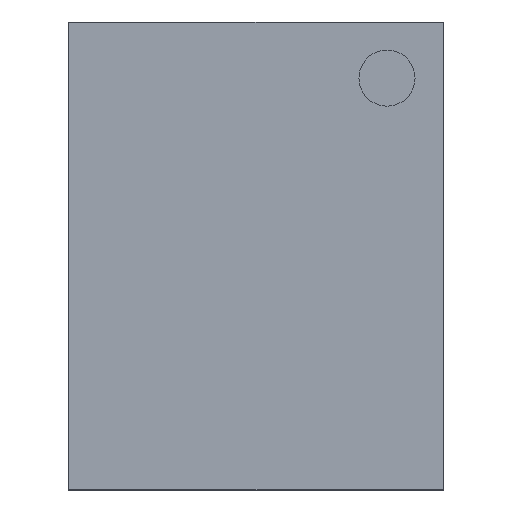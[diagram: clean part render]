
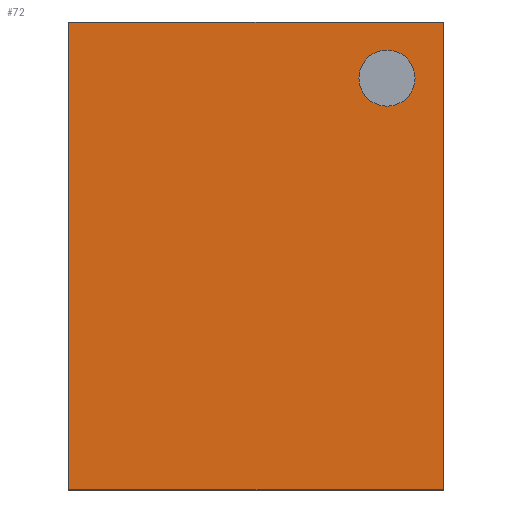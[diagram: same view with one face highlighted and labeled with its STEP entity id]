
A CAD part, top view. The second image highlights one B-rep face of the part: STEP entity #72.
In plain terms, the highlighted planar face has unit normal (0, 0, 1).
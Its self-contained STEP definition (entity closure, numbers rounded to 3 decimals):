
#8 = ORIENTED_EDGE ( 'NONE', *, *, #1030, .F. ) ;
#64 = ORIENTED_EDGE ( 'NONE', *, *, #604, .T. ) ;
#72 = ADVANCED_FACE ( 'NONE', ( #424, #1226 ), #310, .T. ) ;
#110 = VECTOR ( 'NONE', #1253, 1000. ) ;
#126 = VECTOR ( 'NONE', #195, 1000. ) ;
#141 = EDGE_LOOP ( 'NONE', ( #64, #582, #536, #1249 ) ) ;
#149 = AXIS2_PLACEMENT_3D ( 'NONE', #1306, #713, #942 ) ;
#177 = VERTEX_POINT ( 'NONE', #518 ) ;
#195 = DIRECTION ( 'NONE',  ( 1., 0., 0. ) ) ;
#223 = AXIS2_PLACEMENT_3D ( 'NONE', #627, #541, #1120 ) ;
#226 = EDGE_CURVE ( 'NONE', #561, #859, #402, .T. ) ;
#242 = EDGE_CURVE ( 'NONE', #923, #177, #867, .T. ) ;
#277 = DIRECTION ( 'NONE',  ( 0., -1., 0. ) ) ;
#310 = PLANE ( 'NONE',  #223 ) ;
#402 = LINE ( 'NONE', #1066, #1350 ) ;
#424 = FACE_BOUND ( 'NONE', #818, .T. ) ;
#518 = CARTESIAN_POINT ( 'NONE',  ( -1., -1.25, 0.95 ) ) ;
#536 = ORIENTED_EDGE ( 'NONE', *, *, #1353, .T. ) ;
#541 = DIRECTION ( 'NONE',  ( 0., 0., 1. ) ) ;
#561 = VERTEX_POINT ( 'NONE', #1162 ) ;
#565 = LINE ( 'NONE', #584, #110 ) ;
#582 = ORIENTED_EDGE ( 'NONE', *, *, #242, .T. ) ;
#584 = CARTESIAN_POINT ( 'NONE',  ( 1., 1.25, 0.95 ) ) ;
#604 = EDGE_CURVE ( 'NONE', #859, #923, #565, .T. ) ;
#620 = AXIS2_PLACEMENT_3D ( 'NONE', #1335, #898, #885 ) ;
#622 = CARTESIAN_POINT ( 'NONE',  ( -1., 1.25, 0.95 ) ) ;
#623 = VERTEX_POINT ( 'NONE', #1372 ) ;
#627 = CARTESIAN_POINT ( 'NONE',  ( -9.652, -17.202, 0.95 ) ) ;
#700 = EDGE_CURVE ( 'NONE', #623, #1121, #777, .T. ) ;
#713 = DIRECTION ( 'NONE',  ( 0., 0., 1. ) ) ;
#738 = CARTESIAN_POINT ( 'NONE',  ( -1., 1.25, 0.95 ) ) ;
#747 = LINE ( 'NONE', #1223, #126 ) ;
#777 = CIRCLE ( 'NONE', #149, 0.15 ) ;
#818 = EDGE_LOOP ( 'NONE', ( #8, #1404 ) ) ;
#859 = VERTEX_POINT ( 'NONE', #933 ) ;
#867 = LINE ( 'NONE', #622, #1107 ) ;
#885 = DIRECTION ( 'NONE',  ( -1., 0., 0. ) ) ;
#898 = DIRECTION ( 'NONE',  ( 0., 0., 1. ) ) ;
#923 = VERTEX_POINT ( 'NONE', #738 ) ;
#933 = CARTESIAN_POINT ( 'NONE',  ( 1., 1.25, 0.95 ) ) ;
#942 = DIRECTION ( 'NONE',  ( -1., 0., 0. ) ) ;
#1030 = EDGE_CURVE ( 'NONE', #1121, #623, #1386, .T. ) ;
#1066 = CARTESIAN_POINT ( 'NONE',  ( 1., 1.25, 0.95 ) ) ;
#1098 = CARTESIAN_POINT ( 'NONE',  ( 0.85, 0.95, 0.95 ) ) ;
#1107 = VECTOR ( 'NONE', #277, 1000. ) ;
#1120 = DIRECTION ( 'NONE',  ( 0., -1., 0. ) ) ;
#1121 = VERTEX_POINT ( 'NONE', #1098 ) ;
#1162 = CARTESIAN_POINT ( 'NONE',  ( 1., -1.25, 0.95 ) ) ;
#1223 = CARTESIAN_POINT ( 'NONE',  ( 1., -1.25, 0.95 ) ) ;
#1226 = FACE_OUTER_BOUND ( 'NONE', #141, .T. ) ;
#1249 = ORIENTED_EDGE ( 'NONE', *, *, #226, .T. ) ;
#1253 = DIRECTION ( 'NONE',  ( -1., 0., 0. ) ) ;
#1306 = CARTESIAN_POINT ( 'NONE',  ( 0.7, 0.95, 0.95 ) ) ;
#1335 = CARTESIAN_POINT ( 'NONE',  ( 0.7, 0.95, 0.95 ) ) ;
#1350 = VECTOR ( 'NONE', #1449, 1000. ) ;
#1353 = EDGE_CURVE ( 'NONE', #177, #561, #747, .T. ) ;
#1372 = CARTESIAN_POINT ( 'NONE',  ( 0.55, 0.95, 0.95 ) ) ;
#1386 = CIRCLE ( 'NONE', #620, 0.15 ) ;
#1404 = ORIENTED_EDGE ( 'NONE', *, *, #700, .F. ) ;
#1449 = DIRECTION ( 'NONE',  ( 0., 1., 0. ) ) ;
